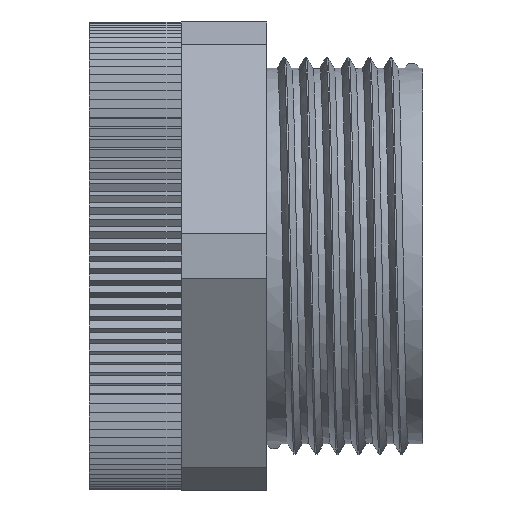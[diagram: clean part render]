
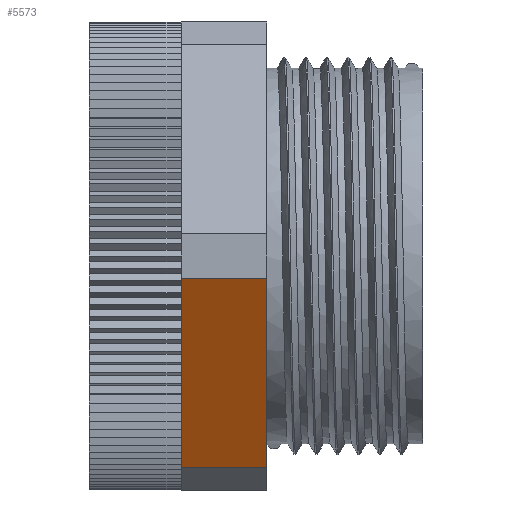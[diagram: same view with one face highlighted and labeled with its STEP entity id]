
A CAD part, front view. The second image highlights one B-rep face of the part: STEP entity #5573.
In plain terms, the highlighted planar face has unit normal (0, -0.866, -0.5).
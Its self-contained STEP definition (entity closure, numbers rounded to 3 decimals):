
#274=PLANE('',#5854);
#549=FACE_OUTER_BOUND('',#823,.T.);
#823=EDGE_LOOP('',(#4751,#4752,#4753,#4754));
#1578=LINE('',#11233,#2343);
#1579=LINE('',#11236,#2344);
#1580=LINE('',#11238,#2345);
#1581=LINE('',#11239,#2346);
#2343=VECTOR('',#7119,10.);
#2344=VECTOR('',#7122,10.);
#2345=VECTOR('',#7123,10.);
#2346=VECTOR('',#7124,10.);
#2903=VERTEX_POINT('',#11227);
#2905=VERTEX_POINT('',#11231);
#2906=VERTEX_POINT('',#11235);
#2907=VERTEX_POINT('',#11237);
#3687=EDGE_CURVE('',#2905,#2903,#1578,.T.);
#3688=EDGE_CURVE('',#2903,#2906,#1579,.T.);
#3689=EDGE_CURVE('',#2907,#2905,#1580,.T.);
#3690=EDGE_CURVE('',#2906,#2907,#1581,.T.);
#4751=ORIENTED_EDGE('',*,*,#3688,.F.);
#4752=ORIENTED_EDGE('',*,*,#3687,.F.);
#4753=ORIENTED_EDGE('',*,*,#3689,.F.);
#4754=ORIENTED_EDGE('',*,*,#3690,.F.);
#5573=ADVANCED_FACE('',(#549),#274,.F.);
#5854=AXIS2_PLACEMENT_3D('',#11234,#7120,#7121);
#7119=DIRECTION('',(-1.,0.,0.));
#7120=DIRECTION('center_axis',(0.,0.866,0.5));
#7121=DIRECTION('ref_axis',(0.,0.5,-0.866));
#7122=DIRECTION('',(0.,-0.5,0.866));
#7123=DIRECTION('',(0.,0.5,-0.866));
#7124=DIRECTION('',(1.,0.,0.));
#11227=CARTESIAN_POINT('',(-17.03,-10.431,-14.932));
#11231=CARTESIAN_POINT('',(-11.,-10.431,-14.932));
#11233=CARTESIAN_POINT('',(-14.015,-10.431,-14.932));
#11234=CARTESIAN_POINT('Origin',(-11.,-18.147,-1.568));
#11235=CARTESIAN_POINT('',(-17.03,-18.147,-1.568));
#11236=CARTESIAN_POINT('',(-17.03,-13.942,-8.853));
#11237=CARTESIAN_POINT('',(-11.,-18.147,-1.568));
#11238=CARTESIAN_POINT('',(-11.,-14.562,-7.778));
#11239=CARTESIAN_POINT('',(-14.015,-18.147,-1.568));
